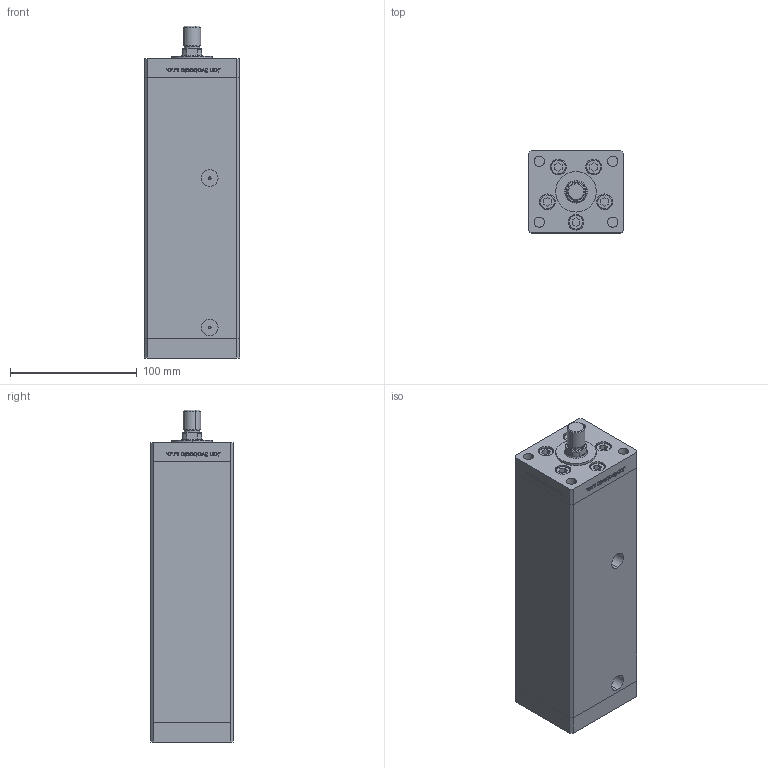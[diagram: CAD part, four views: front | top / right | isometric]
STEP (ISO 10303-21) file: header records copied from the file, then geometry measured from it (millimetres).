
FILE_DESCRIPTION (( 'STEP AP203' ), '1' );
FILE_NAME ('6db3.STEP', '2020-10-14T19:58:01', ( '' ), ( '' ), 'SwSTEP 2.0', 'SolidWorks 2019', '' );
FILE_SCHEMA (( 'CONFIG_CONTROL_DESIGN' ));
Length unit declared in the file: millimetre
Products named in the file (7): 6db3; V220C BACK_B 124310c8a21d856e3d47970c942aa0b0; ALLEN BOLT 124310c8a21d856e3d47970c942aa0b0; V220C_B_VC 124310c8a21d856e3d47970c942aa0b0; V220CC_MALE_METRIC 124310c8a21d856e3d47970c942aa0b0; V220C_FRONT_B 124310c8a21d856e3d47970c942aa0b0; V220C_B MIDDLE 124310c8a21d856e3d47970c942aa0b0
Assembly tree (15 placements, depth 2):
  6db3
    V220C_B MIDDLE 124310c8a21d856e3d47970c942aa0b0
    V220C_B_VC 124310c8a21d856e3d47970c942aa0b0
    V220C BACK_B 124310c8a21d856e3d47970c942aa0b0
    V220C_FRONT_B 124310c8a21d856e3d47970c942aa0b0
    ALLEN BOLT 124310c8a21d856e3d47970c942aa0b0  x10
    V220CC_MALE_METRIC 124310c8a21d856e3d47970c942aa0b0
Bounding box: 75 x 65 x 262 mm (x, y, z)
Volume: 1012996.4 mm3; surface area: 158642.3 mm2
Topology: 15 solids, 15 shells, 1188 faces, 2965 edges, 1943 vertices
Faces by surface type: bspline 484, plane 463, cylinder 147, cone 52, torus 42
Entity records: 52382 total; most frequent: CARTESIAN_POINT 30264, ORIENTED_EDGE 5098, DIRECTION 2865, EDGE_CURVE 2549, VERTEX_POINT 1691, VECTOR 1321, LINE 1321, EDGE_LOOP 1154
